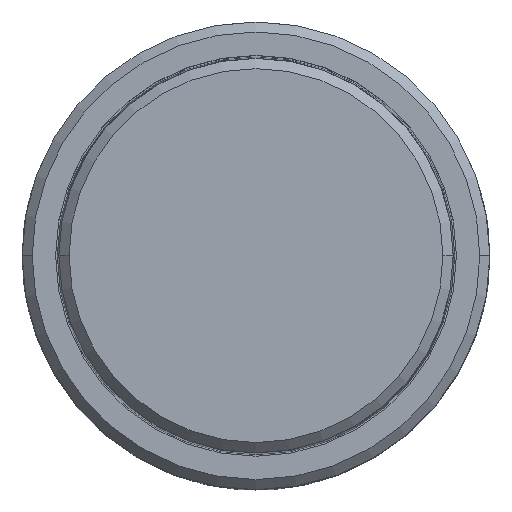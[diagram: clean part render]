
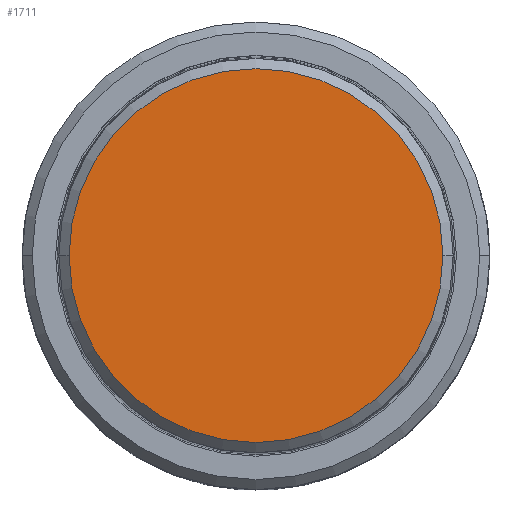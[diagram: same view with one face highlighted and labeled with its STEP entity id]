
A CAD part, top view. The second image highlights one B-rep face of the part: STEP entity #1711.
In plain terms, the highlighted planar face has unit normal (0, 0, 1).
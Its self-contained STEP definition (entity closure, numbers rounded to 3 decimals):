
#645 = CIRCLE ( 'NONE', #3732, 5.597 ) ;
#762 = EDGE_CURVE ( 'NONE', #3997, #5286, #645, .T. ) ;
#1134 = EDGE_CURVE ( 'NONE', #5286, #3997, #3942, .T. ) ;
#1527 = DIRECTION ( 'NONE',  ( 0., 0., 1. ) ) ;
#1532 = DIRECTION ( 'NONE',  ( 0., 0., 1. ) ) ;
#1591 = AXIS2_PLACEMENT_3D ( 'NONE', #3702, #5359, #1608 ) ;
#1608 = DIRECTION ( 'NONE',  ( -1., 0., 0. ) ) ;
#1711 = ADVANCED_FACE ( 'NONE', ( #1936 ), #3623, .T. ) ;
#1936 = FACE_OUTER_BOUND ( 'NONE', #3795, .T. ) ;
#1943 = AXIS2_PLACEMENT_3D ( 'NONE', #5277, #1532, #3217 ) ;
#2459 = CARTESIAN_POINT ( 'NONE',  ( -5.597, 0., 4.7 ) ) ;
#3136 = ORIENTED_EDGE ( 'NONE', *, *, #1134, .T. ) ;
#3212 = DIRECTION ( 'NONE',  ( -1., 0., 0. ) ) ;
#3217 = DIRECTION ( 'NONE',  ( 1., 0., 0. ) ) ;
#3219 = CARTESIAN_POINT ( 'NONE',  ( 5.597, 0., 4.7 ) ) ;
#3623 = PLANE ( 'NONE',  #1943 ) ;
#3702 = CARTESIAN_POINT ( 'NONE',  ( 0., 0., 4.7 ) ) ;
#3732 = AXIS2_PLACEMENT_3D ( 'NONE', #5273, #1527, #3212 ) ;
#3795 = EDGE_LOOP ( 'NONE', ( #4905, #3136 ) ) ;
#3942 = CIRCLE ( 'NONE', #1591, 5.597 ) ;
#3997 = VERTEX_POINT ( 'NONE', #2459 ) ;
#4905 = ORIENTED_EDGE ( 'NONE', *, *, #762, .T. ) ;
#5273 = CARTESIAN_POINT ( 'NONE',  ( 0., 0., 4.7 ) ) ;
#5277 = CARTESIAN_POINT ( 'NONE',  ( -5.664, -5.664, 4.7 ) ) ;
#5286 = VERTEX_POINT ( 'NONE', #3219 ) ;
#5359 = DIRECTION ( 'NONE',  ( 0., 0., 1. ) ) ;
